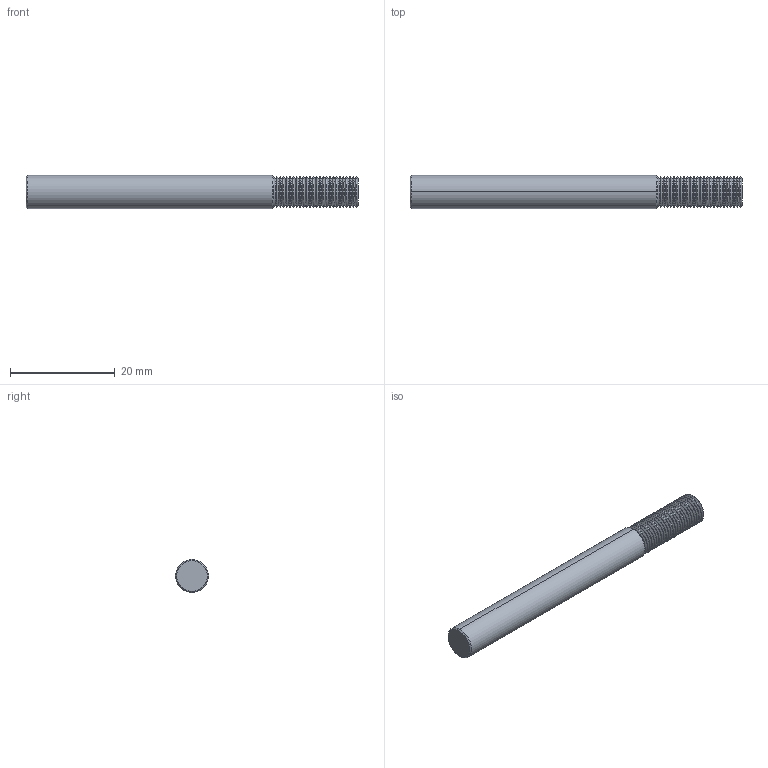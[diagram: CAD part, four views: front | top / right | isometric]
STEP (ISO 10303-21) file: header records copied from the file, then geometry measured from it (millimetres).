
FILE_DESCRIPTION (( 'STEP AP203' ), '1' );
FILE_NAME ('TMI234-40H.STEP', '2021-09-16T18:14:20', ( '' ), ( '' ), 'SwSTEP 2.0', 'SolidWorks 2020', '' );
FILE_SCHEMA (( 'CONFIG_CONTROL_DESIGN' ));
Length unit declared in the file: inch
Products named in the file (1): TMI234-40H
Bounding box: 63.5 x 6.34 x 6.34 mm (x, y, z)
Volume: 1880.6 mm3; surface area: 1477.8 mm2
Topology: 1 solids, 1 shells, 214 faces, 426 edges, 214 vertices
Faces by surface type: cylinder 106, cone 106, plane 2
Entity records: 5423 total; most frequent: DIRECTION 1070, CARTESIAN_POINT 855, ORIENTED_EDGE 852, AXIS2_PLACEMENT_3D 429, EDGE_CURVE 426, CIRCLE 214, VERTEX_POINT 214, FACE_OUTER_BOUND 214
